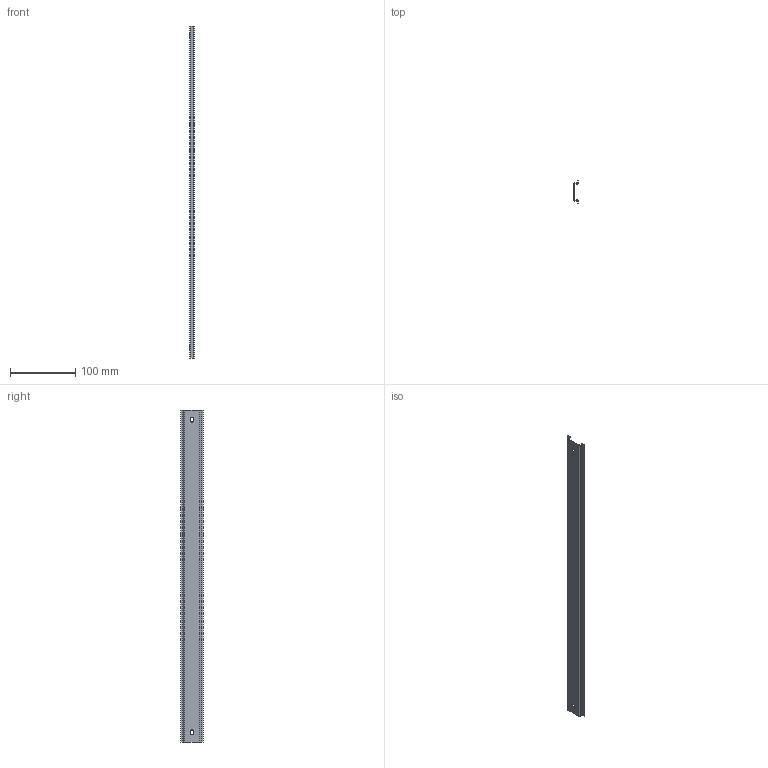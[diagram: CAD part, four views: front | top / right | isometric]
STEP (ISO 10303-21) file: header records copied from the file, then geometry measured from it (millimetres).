
FILE_DESCRIPTION((''),'2;1');
FILE_NAME('2701540301','2018-06-25T',('SESA6369'),('Schneider-Electric'),'PRO/ENGINEER BY PARAMETRIC TECHNOLOGY CORPORATION, 2015440','PRO/ENGINEER BY PARAMETRIC TECHNOLOGY CORPORATION, 2015440','');
FILE_SCHEMA(('CONFIG_CONTROL_DESIGN'));
Length unit declared in the file: millimetre
Products named in the file (1): 2701540301
Bounding box: 7.3 x 35 x 510 mm (x, y, z)
Volume: 22898.6 mm3; surface area: 46947.8 mm2
Topology: 1 solids, 1 shells, 46 faces, 100 edges, 56 vertices
Faces by surface type: plane 34, cylinder 12
Entity records: 1258 total; most frequent: DIRECTION 216, CARTESIAN_POINT 202, ORIENTED_EDGE 200, EDGE_CURVE 100, VECTOR 76, LINE 76, AXIS2_PLACEMENT_3D 70, VERTEX_POINT 56
